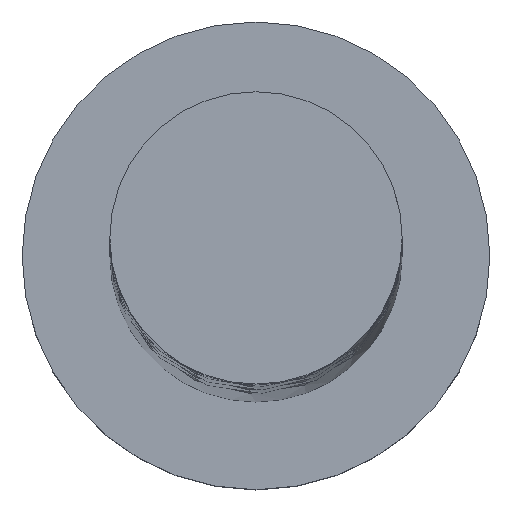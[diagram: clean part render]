
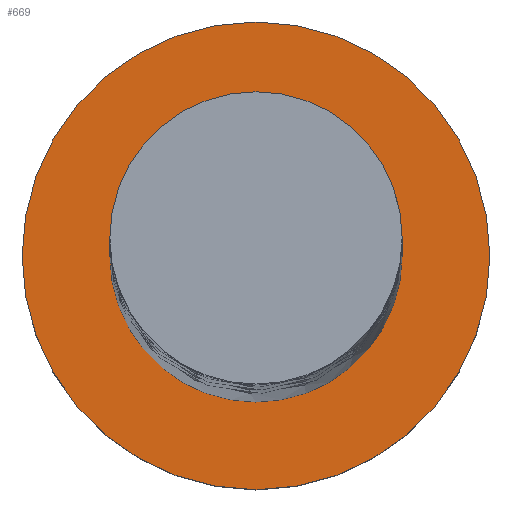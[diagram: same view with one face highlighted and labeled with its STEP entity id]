
A CAD part, top view. The second image highlights one B-rep face of the part: STEP entity #669.
In plain terms, the highlighted planar face has unit normal (0, 0, 1).
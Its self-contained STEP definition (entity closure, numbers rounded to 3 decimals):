
#98 = CIRCLE ( 'NONE', #227, 8. ) ;
#153 = DIRECTION ( 'NONE',  ( 0., 0., 1. ) ) ;
#164 = CARTESIAN_POINT ( 'NONE',  ( 5., 0., 5. ) ) ;
#227 = AXIS2_PLACEMENT_3D ( 'NONE', #295, #1690, #758 ) ;
#279 = ORIENTED_EDGE ( 'NONE', *, *, #1712, .F. ) ;
#295 = CARTESIAN_POINT ( 'NONE',  ( 0., 0., 5. ) ) ;
#344 = PLANE ( 'NONE',  #1574 ) ;
#364 = EDGE_CURVE ( 'NONE', #578, #412, #98, .T. ) ;
#366 = CIRCLE ( 'NONE', #1767, 5. ) ;
#400 = AXIS2_PLACEMENT_3D ( 'NONE', #1929, #1764, #545 ) ;
#412 = VERTEX_POINT ( 'NONE', #1075 ) ;
#517 = EDGE_CURVE ( 'NONE', #812, #1332, #366, .T. ) ;
#545 = DIRECTION ( 'NONE',  ( 1., 0., 0. ) ) ;
#578 = VERTEX_POINT ( 'NONE', #1928 ) ;
#669 = ADVANCED_FACE ( 'NONE', ( #1265, #1739 ), #344, .T. ) ;
#690 = ORIENTED_EDGE ( 'NONE', *, *, #517, .F. ) ;
#758 = DIRECTION ( 'NONE',  ( 1., 0., 0. ) ) ;
#812 = VERTEX_POINT ( 'NONE', #1648 ) ;
#881 = DIRECTION ( 'NONE',  ( 1., 0., 0. ) ) ;
#928 = CIRCLE ( 'NONE', #1185, 5. ) ;
#936 = DIRECTION ( 'NONE',  ( 1., 0., 0. ) ) ;
#973 = CARTESIAN_POINT ( 'NONE',  ( 0., 0., 5. ) ) ;
#1075 = CARTESIAN_POINT ( 'NONE',  ( -8., 0., 5. ) ) ;
#1185 = AXIS2_PLACEMENT_3D ( 'NONE', #1186, #1327, #881 ) ;
#1186 = CARTESIAN_POINT ( 'NONE',  ( 0., 0., 5. ) ) ;
#1265 = FACE_BOUND ( 'NONE', #1363, .T. ) ;
#1272 = DIRECTION ( 'NONE',  ( 1., 0., 0. ) ) ;
#1327 = DIRECTION ( 'NONE',  ( 0., 0., 1. ) ) ;
#1332 = VERTEX_POINT ( 'NONE', #164 ) ;
#1363 = EDGE_LOOP ( 'NONE', ( #690, #279 ) ) ;
#1395 = EDGE_CURVE ( 'NONE', #412, #578, #1509, .T. ) ;
#1426 = DIRECTION ( 'NONE',  ( 0., 0., 1. ) ) ;
#1509 = CIRCLE ( 'NONE', #400, 8. ) ;
#1574 = AXIS2_PLACEMENT_3D ( 'NONE', #973, #1426, #1272 ) ;
#1648 = CARTESIAN_POINT ( 'NONE',  ( -5., 0., 5. ) ) ;
#1690 = DIRECTION ( 'NONE',  ( 0., 0., 1. ) ) ;
#1712 = EDGE_CURVE ( 'NONE', #1332, #812, #928, .T. ) ;
#1739 = FACE_OUTER_BOUND ( 'NONE', #1984, .T. ) ;
#1745 = ORIENTED_EDGE ( 'NONE', *, *, #364, .T. ) ;
#1764 = DIRECTION ( 'NONE',  ( 0., 0., 1. ) ) ;
#1767 = AXIS2_PLACEMENT_3D ( 'NONE', #1832, #153, #936 ) ;
#1816 = ORIENTED_EDGE ( 'NONE', *, *, #1395, .T. ) ;
#1832 = CARTESIAN_POINT ( 'NONE',  ( 0., 0., 5. ) ) ;
#1928 = CARTESIAN_POINT ( 'NONE',  ( 8., 0., 5. ) ) ;
#1929 = CARTESIAN_POINT ( 'NONE',  ( 0., 0., 5. ) ) ;
#1984 = EDGE_LOOP ( 'NONE', ( #1816, #1745 ) ) ;
